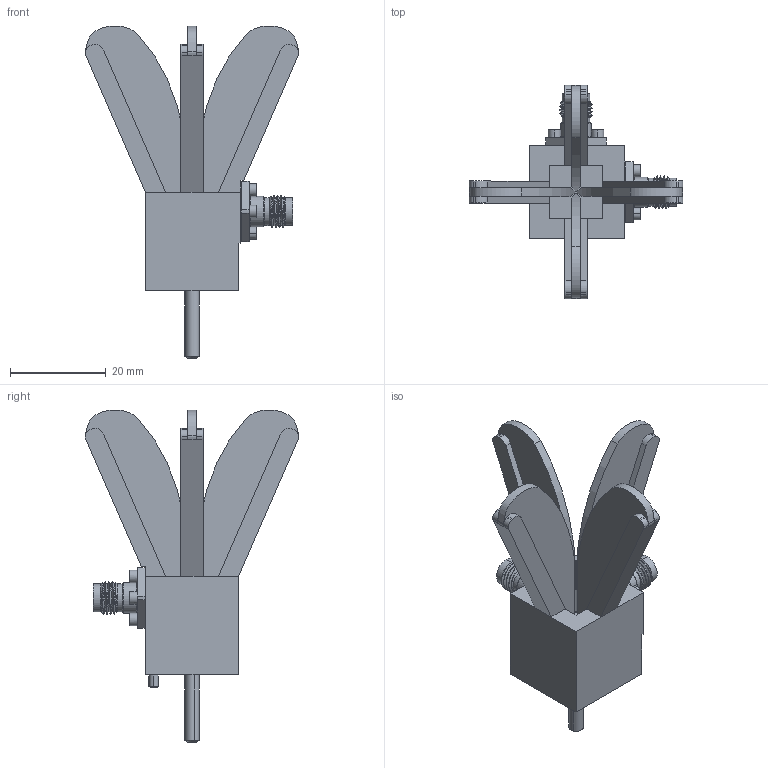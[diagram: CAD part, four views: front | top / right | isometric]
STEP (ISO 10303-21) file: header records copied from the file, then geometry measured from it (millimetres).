
FILE_DESCRIPTION (( 'STEP AP203' ), '1' );
FILE_NAME ('SAV-0535031140-2F-U5-QR.err.STEP', '2020-01-08T17:40:44', ( '' ), ( '' ), 'SwSTEP 2.0', 'SolidWorks 2016', '' );
FILE_SCHEMA (( 'CONFIG_CONTROL_DESIGN' ));
Length unit declared in the file: inch
Products named in the file (1): SAV-0535031140-2F-U5-QR.err
Bounding box: 44.61 x 44.6 x 69.36 mm (x, y, z)
Surface area: 9406.1 mm2 (no closed solid volume)
Topology: 0 solids, 27 shells, 781 faces, 2331 edges, 1559 vertices
Faces by surface type: cylinder 340, plane 194, cone 135, bspline 112
Full cylindrical faces by diameter (mm): 1.6 x12
Entity records: 72325 total; most frequent: CARTESIAN_POINT 53787, ORIENTED_EDGE 4462, DIRECTION 2857, EDGE_CURVE 2321, VERTEX_POINT 1575, B_SPLINE_CURVE_WITH_KNOTS 1120, AXIS2_PLACEMENT_3D 1066, EDGE_LOOP 834
